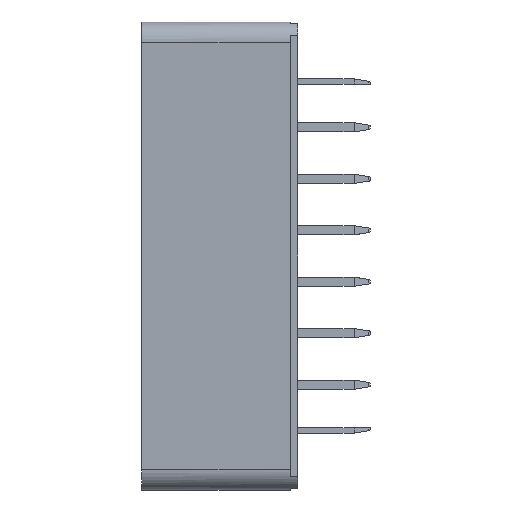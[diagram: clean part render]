
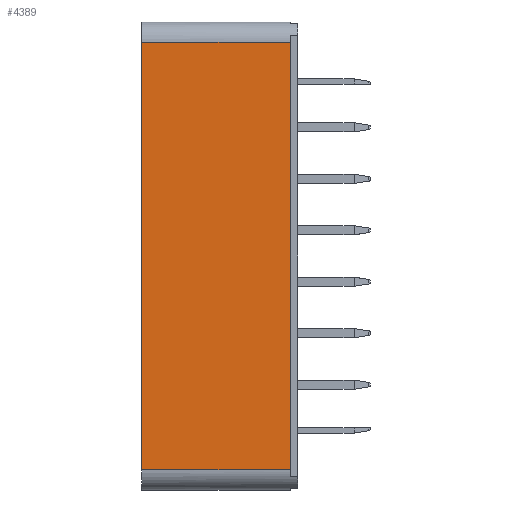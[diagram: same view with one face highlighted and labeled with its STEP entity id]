
A CAD part, left-side view. The second image highlights one B-rep face of the part: STEP entity #4389.
In plain terms, the highlighted planar face has unit normal (-1, 0, 0).
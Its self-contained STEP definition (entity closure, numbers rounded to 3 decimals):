
#4389=ADVANCED_FACE('',(#8840),#8841,.T.);
#8840=FACE_OUTER_BOUND('',#13324,.T.);
#8841=PLANE('',#13325);
#13324=EDGE_LOOP('',(#27348,#27349,#27350,#27351));
#13325=AXIS2_PLACEMENT_3D('',#27352,#27353,#27354);
#27348=ORIENTED_EDGE('',*,*,#33170,.T.);
#27349=ORIENTED_EDGE('',*,*,#33176,.T.);
#27350=ORIENTED_EDGE('',*,*,#32501,.T.);
#27351=ORIENTED_EDGE('',*,*,#33177,.F.);
#27352=CARTESIAN_POINT('',(-11.55,0.,0.0));
#27353=DIRECTION('',(-1.0,0.,0.));
#27354=DIRECTION('',(0.,0.,1.0));
#32501=EDGE_CURVE('',#40881,#40878,#40882,.T.);
#33170=EDGE_CURVE('',#41554,#41558,#41560,.T.);
#33176=EDGE_CURVE('',#41558,#40881,#41568,.T.);
#33177=EDGE_CURVE('',#41554,#40878,#41569,.T.);
#40878=VERTEX_POINT('',#52692);
#40881=VERTEX_POINT('',#52695);
#40882=LINE('',#52696,#52697);
#41554=VERTEX_POINT('',#53700);
#41558=VERTEX_POINT('',#53705);
#41560=LINE('',#53707,#53708);
#41568=LINE('',#53719,#53720);
#41569=LINE('',#53721,#53722);
#52692=CARTESIAN_POINT('',(-11.55,7.7,-10.55));
#52695=CARTESIAN_POINT('',(-11.55,7.7,10.55));
#52696=CARTESIAN_POINT('',(-11.55,7.7,-10.55));
#52697=VECTOR('',#59917,1.0);
#53700=CARTESIAN_POINT('',(-11.55,0.35,-10.55));
#53705=CARTESIAN_POINT('',(-11.55,0.35,10.55));
#53707=CARTESIAN_POINT('',(-11.55,0.35,0.));
#53708=VECTOR('',#60262,1.0);
#53719=CARTESIAN_POINT('',(-11.55,0.,10.55));
#53720=VECTOR('',#60266,1.0);
#53721=CARTESIAN_POINT('',(-11.55,0.,-10.55));
#53722=VECTOR('',#60267,1.0);
#59917=DIRECTION('',(0.,0.,-1.0));
#60262=DIRECTION('',(0.,0.0,1.0));
#60266=DIRECTION('',(0.0,1.0,0.));
#60267=DIRECTION('',(0.0,1.0,0.));
